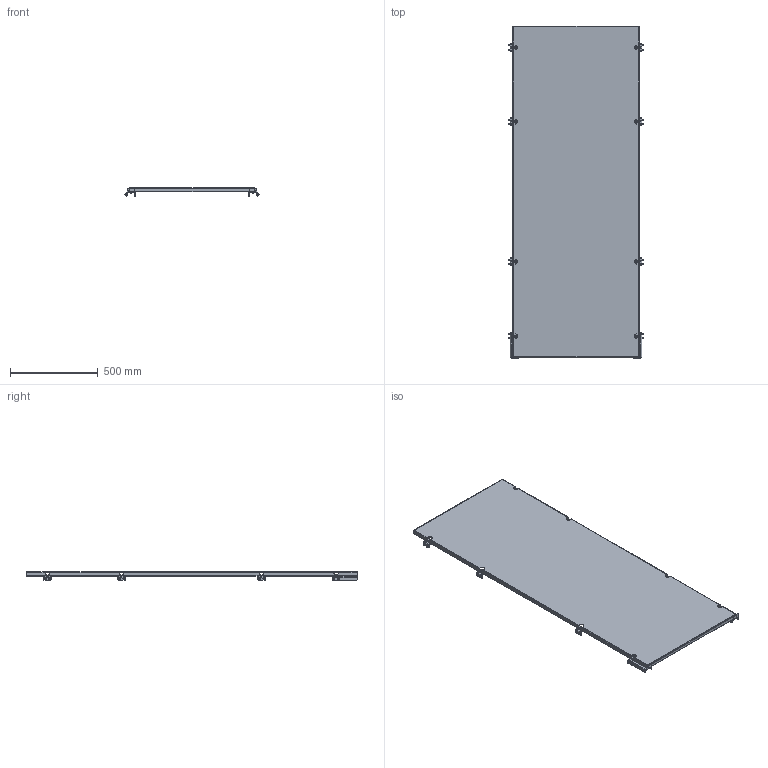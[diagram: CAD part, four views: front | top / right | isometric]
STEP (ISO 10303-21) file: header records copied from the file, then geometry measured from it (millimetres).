
FILE_DESCRIPTION(('STEP AP214'),'1');
FILE_NAME('cctmp_CD088156-C0ED-441C-99D4-884ABE44A5F9_2024_01_30_10_07_27_0477..stp','2024-01-30T09:07:30',('SIEMENS A&D'),('CADClick - www.CADClick.com'),'Spatial InterOp 3D',' ','unknown authorization');
FILE_SCHEMA(('AUTOMOTIVE_DESIGN'));
Length unit declared in the file: millimetre
Products named in the file (34): cc_unnamed; 2024_01_30_10_07_27_0461; 2024_01_30_10_07_27_0430; 2024_01_30_10_07_27_0399; 2024_01_30_10_07_27_0367; 2024_01_30_10_07_27_0305; 2024_01_30_10_07_27_0274; 2024_01_30_10_07_27_0234; 2024_01_30_10_07_27_0203; 2024_01_30_10_07_27_0140; 2024_01_30_10_07_27_0109; 2024_01_30_10_07_27_0078; 2024_01_30_10_07_27_0046; 2024_01_30_10_07_26_0984; 2024_01_30_10_07_26_0953; 2024_01_30_10_07_26_0921; 2024_01_30_10_07_26_0890; 2024_01_30_10_07_26_0828; 2024_01_30_10_07_26_0796; 2024_01_30_10_07_26_0758; 2024_01_30_10_07_26_0727; 2024_01_30_10_07_26_0664; 2024_01_30_10_07_26_0633; 2024_01_30_10_07_26_0602; 2024_01_30_10_07_26_0570; 2024_01_30_10_07_26_0508; 2024_01_30_10_07_26_0477; 2024_01_30_10_07_26_0445; 2024_01_30_10_07_26_0414; 2024_01_30_10_07_26_0352; 2024_01_30_10_07_26_0320; 2024_01_30_10_07_26_0285; 2024_01_30_10_07_26_0243; 2024_01_30_10_07_26_0180
Assembly tree (33 placements, depth 2):
  cc_unnamed
    2024_01_30_10_07_27_0461
    2024_01_30_10_07_27_0430
    2024_01_30_10_07_27_0399
    2024_01_30_10_07_27_0367
    2024_01_30_10_07_27_0305
    2024_01_30_10_07_27_0274
    2024_01_30_10_07_27_0234
    2024_01_30_10_07_27_0203
    2024_01_30_10_07_27_0140
    2024_01_30_10_07_27_0109
    2024_01_30_10_07_27_0078
    2024_01_30_10_07_27_0046
    2024_01_30_10_07_26_0984
    2024_01_30_10_07_26_0953
    2024_01_30_10_07_26_0921
    2024_01_30_10_07_26_0890
    2024_01_30_10_07_26_0828
    2024_01_30_10_07_26_0796
    2024_01_30_10_07_26_0758
    2024_01_30_10_07_26_0727
    2024_01_30_10_07_26_0664
    2024_01_30_10_07_26_0633
    2024_01_30_10_07_26_0602
    2024_01_30_10_07_26_0570
    2024_01_30_10_07_26_0508
    2024_01_30_10_07_26_0477
    2024_01_30_10_07_26_0445
    2024_01_30_10_07_26_0414
    2024_01_30_10_07_26_0352
    2024_01_30_10_07_26_0320
    2024_01_30_10_07_26_0285
    2024_01_30_10_07_26_0243
    2024_01_30_10_07_26_0180
Bounding box: 766 x 1897 x 46 mm (x, y, z)
Volume: 3187403.5 mm3; surface area: 3202574.7 mm2
Topology: 33 solids, 33 shells, 750 faces, 1852 edges, 1152 vertices
Faces by surface type: cylinder 356, plane 298, cone 96
Entity records: 29503 total; most frequent: DIRECTION 4236, CARTESIAN_POINT 3788, ORIENTED_EDGE 3704, EDGE_CURVE 1852, AXIS2_PLACEMENT_3D 1600, VERTEX_POINT 1152, LINE 1036, VECTOR 1036
